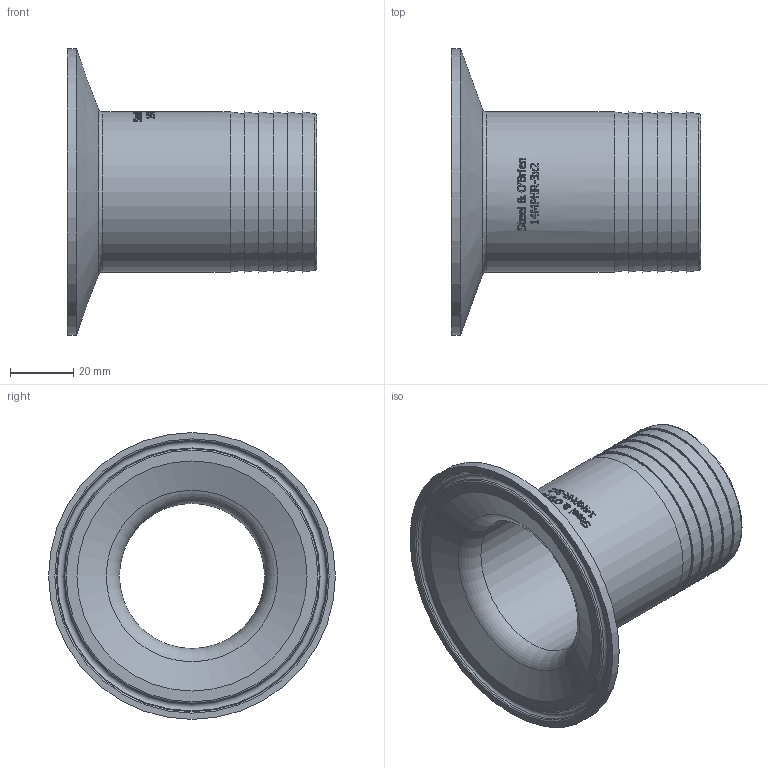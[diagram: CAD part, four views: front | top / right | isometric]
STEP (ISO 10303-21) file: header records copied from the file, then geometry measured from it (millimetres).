
FILE_DESCRIPTION(/* description */ (''),/* implementation_level */ '2;1');
FILE_NAME(/* name */ '14MPHR-3X2.stp',/* time_stamp */ '2021-11-16T11:23:32-05:00',/* author */ ('rick'),/* organization */ (''),/* preprocessor_version */ 'ST-DEVELOPER v18.1',/* originating_system */ 'Autodesk Inventor 2020',/* authorisation */ '');
FILE_SCHEMA (('AUTOMOTIVE_DESIGN { 1 0 10303 214 3 1 1 }'));
Length unit declared in the file: inch
Products named in the file (1): 14MPHR-3X2
Bounding box: 78.97 x 90.91 x 90.91 mm (x, y, z)
Volume: 47540.9 mm3; surface area: 33193 mm2
Topology: 1 solids, 1 shells, 406 faces, 1115 edges, 752 vertices
Faces by surface type: plane 186, bspline 165, cylinder 38, cone 10, torus 7
Full cylindrical faces by diameter (mm): 46.025 x1, 50.8 x1, 90.907 x1
Entity records: 16454 total; most frequent: CARTESIAN_POINT 6869, ORIENTED_EDGE 2230, DIRECTION 1556, EDGE_CURVE 1115, VERTEX_POINT 752, AXIS2_PLACEMENT_3D 529, LINE 498, VECTOR 498
